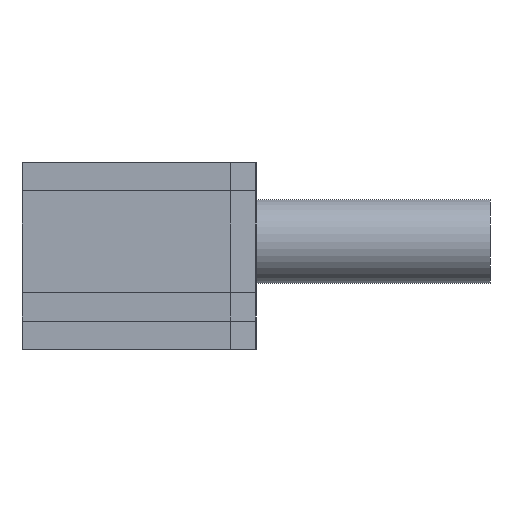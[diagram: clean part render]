
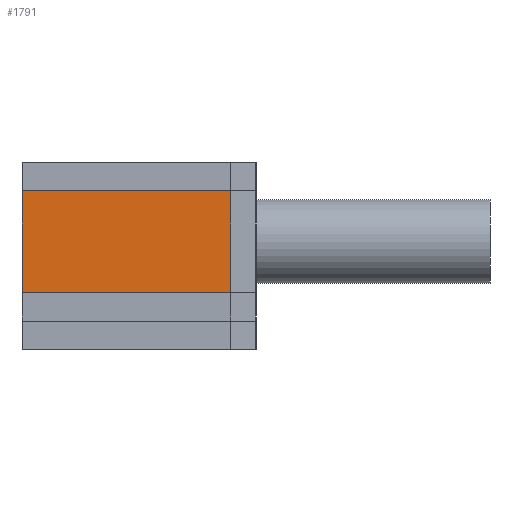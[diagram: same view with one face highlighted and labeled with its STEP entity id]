
A CAD part, left-side view. The second image highlights one B-rep face of the part: STEP entity #1791.
In plain terms, the highlighted face is planar.
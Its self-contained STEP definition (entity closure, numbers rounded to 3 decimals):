
#22 = EDGE_CURVE ( 'NONE', #962, #91, #1031, .T. ) ;
#23 = VECTOR ( 'NONE', #663, 1000. ) ;
#51 = LINE ( 'NONE', #1306, #1010 ) ;
#81 = LINE ( 'NONE', #2002, #2170 ) ;
#91 = VERTEX_POINT ( 'NONE', #1404 ) ;
#268 = CARTESIAN_POINT ( 'NONE',  ( -2.6, 0., -10. ) ) ;
#471 = EDGE_CURVE ( 'NONE', #1659, #2661, #2553, .T. ) ;
#663 = DIRECTION ( 'NONE',  ( 0., -1., 0. ) ) ;
#676 = DIRECTION ( 'NONE',  ( -1., 0., 0. ) ) ;
#737 = ORIENTED_EDGE ( 'NONE', *, *, #2187, .T. ) ;
#738 = DIRECTION ( 'NONE',  ( -1., 0., 0. ) ) ;
#746 = EDGE_LOOP ( 'NONE', ( #1616, #737, #770, #2250 ) ) ;
#754 = CARTESIAN_POINT ( 'NONE',  ( -2.6, 6.5, -10. ) ) ;
#770 = ORIENTED_EDGE ( 'NONE', *, *, #471, .F. ) ;
#782 = VECTOR ( 'NONE', #2721, 1000. ) ;
#962 = VERTEX_POINT ( 'NONE', #1906 ) ;
#1010 = VECTOR ( 'NONE', #676, 1000. ) ;
#1031 = LINE ( 'NONE', #1877, #782 ) ;
#1063 = DIRECTION ( 'NONE',  ( -1., 0., 0. ) ) ;
#1306 = CARTESIAN_POINT ( 'NONE',  ( 2.6, 6.5, -10. ) ) ;
#1404 = CARTESIAN_POINT ( 'NONE',  ( 2.6, -4.2, -10. ) ) ;
#1616 = ORIENTED_EDGE ( 'NONE', *, *, #22, .T. ) ;
#1659 = VERTEX_POINT ( 'NONE', #754 ) ;
#1791 = ADVANCED_FACE ( 'NONE', ( #2748 ), #2095, .T. ) ;
#1854 = CARTESIAN_POINT ( 'NONE',  ( 2.6, 0., -10. ) ) ;
#1877 = CARTESIAN_POINT ( 'NONE',  ( 2.6, 0., -10. ) ) ;
#1906 = CARTESIAN_POINT ( 'NONE',  ( 2.6, 6.5, -10. ) ) ;
#1959 = EDGE_CURVE ( 'NONE', #962, #1659, #51, .T. ) ;
#2002 = CARTESIAN_POINT ( 'NONE',  ( 2.6, -4.2, -10. ) ) ;
#2079 = AXIS2_PLACEMENT_3D ( 'NONE', #1854, #2301, #1063 ) ;
#2095 = PLANE ( 'NONE',  #2079 ) ;
#2170 = VECTOR ( 'NONE', #738, 1000. ) ;
#2187 = EDGE_CURVE ( 'NONE', #91, #2661, #81, .T. ) ;
#2250 = ORIENTED_EDGE ( 'NONE', *, *, #1959, .F. ) ;
#2301 = DIRECTION ( 'NONE',  ( 0., 0., -1. ) ) ;
#2440 = CARTESIAN_POINT ( 'NONE',  ( -2.6, -4.2, -10. ) ) ;
#2553 = LINE ( 'NONE', #268, #23 ) ;
#2661 = VERTEX_POINT ( 'NONE', #2440 ) ;
#2721 = DIRECTION ( 'NONE',  ( 0., -1., 0. ) ) ;
#2748 = FACE_OUTER_BOUND ( 'NONE', #746, .T. ) ;
